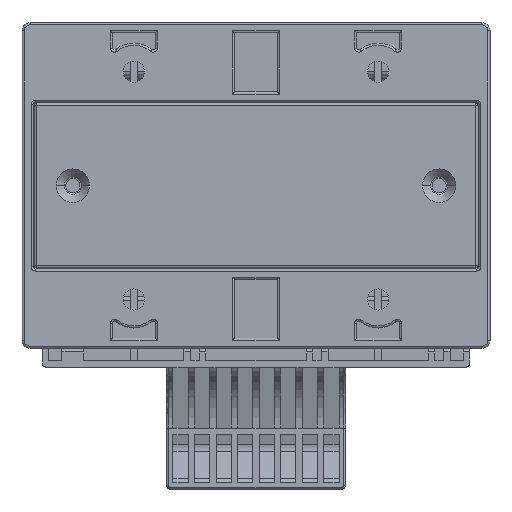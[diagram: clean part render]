
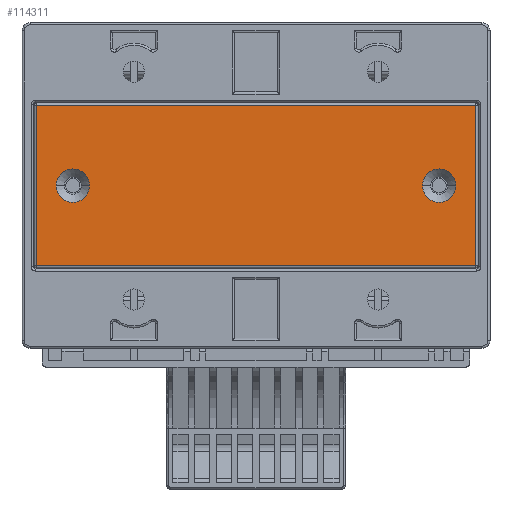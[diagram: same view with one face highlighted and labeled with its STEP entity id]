
A CAD part, front view. The second image highlights one B-rep face of the part: STEP entity #114311.
In plain terms, the highlighted face is planar.
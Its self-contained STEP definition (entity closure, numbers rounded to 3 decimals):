
#112949=DIRECTION('',(0.,0.,1.));
#112950=VECTOR('',#112949,39.5);
#112951=CARTESIAN_POINT('',(-54.,1.8,-19.75));
#112952=LINE('',#112951,#112950);
#112953=DIRECTION('',(-1.,0.,0.));
#112954=VECTOR('',#112953,108.);
#112955=CARTESIAN_POINT('',(54.,1.8,-19.75));
#112956=LINE('',#112955,#112954);
#112957=DIRECTION('',(0.,0.,-1.));
#112958=VECTOR('',#112957,39.5);
#112959=CARTESIAN_POINT('',(54.,1.8,19.75));
#112960=LINE('',#112959,#112958);
#112961=DIRECTION('',(1.,0.,0.));
#112962=VECTOR('',#112961,108.);
#112963=CARTESIAN_POINT('',(-54.,1.8,19.75));
#112964=LINE('',#112963,#112962);
#112965=CARTESIAN_POINT('',(-45.,1.8,0.));
#112966=DIRECTION('',(0.,1.,0.));
#112967=DIRECTION('',(-1.,0.,0.));
#112968=AXIS2_PLACEMENT_3D('',#112965,#112966,#112967);
#112970=CARTESIAN_POINT('',(-45.,1.8,0.));
#112971=DIRECTION('',(0.,1.,0.));
#112972=DIRECTION('',(1.,0.,0.));
#112973=AXIS2_PLACEMENT_3D('',#112970,#112971,#112972);
#112975=CARTESIAN_POINT('',(45.,1.8,0.));
#112976=DIRECTION('',(0.,1.,0.));
#112977=DIRECTION('',(-1.,0.,0.));
#112978=AXIS2_PLACEMENT_3D('',#112975,#112976,#112977);
#112980=CARTESIAN_POINT('',(45.,1.8,0.));
#112981=DIRECTION('',(0.,1.,0.));
#112982=DIRECTION('',(1.,0.,0.));
#112983=AXIS2_PLACEMENT_3D('',#112980,#112981,#112982);
#113539=CARTESIAN_POINT('',(-54.,1.8,-19.75));
#113540=CARTESIAN_POINT('',(-54.,1.8,19.75));
#113541=VERTEX_POINT('',#113539);
#113542=VERTEX_POINT('',#113540);
#113547=CARTESIAN_POINT('',(54.,1.8,19.75));
#113548=VERTEX_POINT('',#113547);
#113553=CARTESIAN_POINT('',(54.,1.8,-19.75));
#113554=VERTEX_POINT('',#113553);
#113567=CARTESIAN_POINT('',(-49.1,1.8,0.));
#113568=CARTESIAN_POINT('',(-40.9,1.8,0.));
#113569=VERTEX_POINT('',#113567);
#113570=VERTEX_POINT('',#113568);
#113571=CARTESIAN_POINT('',(40.9,1.8,0.));
#113572=CARTESIAN_POINT('',(49.1,1.8,0.));
#113573=VERTEX_POINT('',#113571);
#113574=VERTEX_POINT('',#113572);
#114285=CARTESIAN_POINT('',(0.,1.8,0.));
#114286=DIRECTION('',(0.,1.,0.));
#114287=DIRECTION('',(1.,0.,0.));
#114288=AXIS2_PLACEMENT_3D('',#114285,#114286,#114287);
#114289=PLANE('',#114288);
#114291=ORIENTED_EDGE('',*,*,#114290,.F.);
#114293=ORIENTED_EDGE('',*,*,#114292,.F.);
#114295=ORIENTED_EDGE('',*,*,#114294,.F.);
#114296=ORIENTED_EDGE('',*,*,#114275,.F.);
#114297=EDGE_LOOP('',(#114291,#114293,#114295,#114296));
#114298=FACE_OUTER_BOUND('',#114297,.F.);
#114300=ORIENTED_EDGE('',*,*,#114299,.T.);
#114302=ORIENTED_EDGE('',*,*,#114301,.T.);
#114303=EDGE_LOOP('',(#114300,#114302));
#114304=FACE_BOUND('',#114303,.F.);
#114306=ORIENTED_EDGE('',*,*,#114305,.T.);
#114308=ORIENTED_EDGE('',*,*,#114307,.T.);
#114309=EDGE_LOOP('',(#114306,#114308));
#114310=FACE_BOUND('',#114309,.F.);
#112969=CIRCLE('',#112968,4.1);
#112974=CIRCLE('',#112973,4.1);
#112979=CIRCLE('',#112978,4.1);
#112984=CIRCLE('',#112983,4.1);
#114275=EDGE_CURVE('',#113542,#113548,#112964,.T.);
#114290=EDGE_CURVE('',#113541,#113542,#112952,.T.);
#114292=EDGE_CURVE('',#113554,#113541,#112956,.T.);
#114294=EDGE_CURVE('',#113548,#113554,#112960,.T.);
#114299=EDGE_CURVE('',#113569,#113570,#112969,.T.);
#114301=EDGE_CURVE('',#113570,#113569,#112974,.T.);
#114305=EDGE_CURVE('',#113573,#113574,#112979,.T.);
#114307=EDGE_CURVE('',#113574,#113573,#112984,.T.);
#114311=ADVANCED_FACE('',(#114298,#114304,#114310),#114289,.T.);
